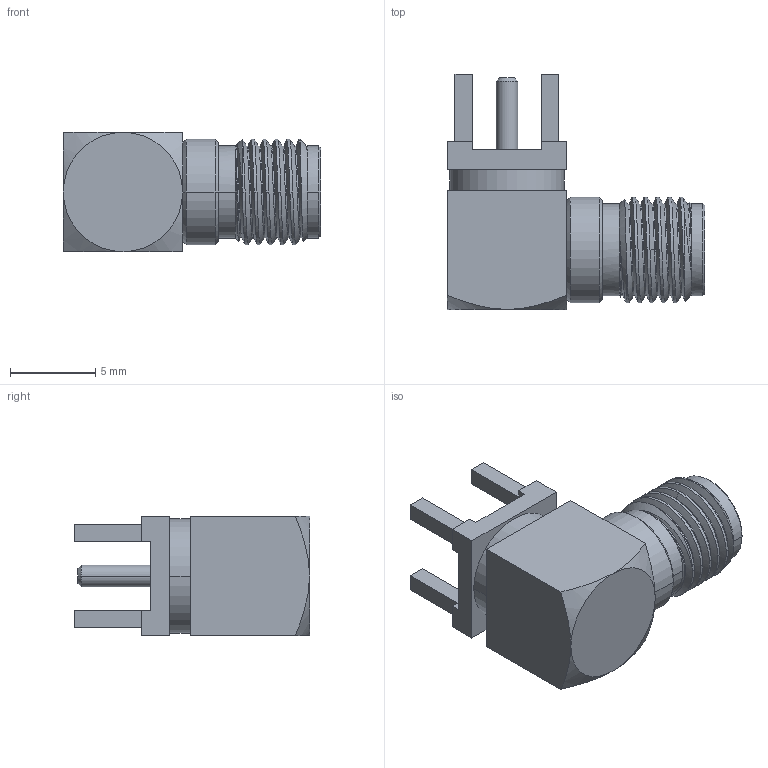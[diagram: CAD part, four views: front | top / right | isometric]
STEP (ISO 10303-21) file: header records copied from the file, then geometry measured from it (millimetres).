
FILE_DESCRIPTION((''),'2;1');
FILE_NAME('901-143-6RFX','2017-11-28T',('Madhan_2'),(''),'CREO PARAMETRIC BY PTC INC, 2017020','CREO PARAMETRIC BY PTC INC, 2017020','');
FILE_SCHEMA(('CONFIG_CONTROL_DESIGN'));
Length unit declared in the file: inch
Products named in the file (1): 901-143-6RFX
Bounding box: 15.1 x 13.8 x 7 mm (x, y, z)
Volume: 641.3 mm3; surface area: 706.5 mm2
Topology: 1 solids, 1 shells, 108 faces, 270 edges, 171 vertices
Faces by surface type: plane 50, cylinder 28, cone 24, bspline 6
Entity records: 5321 total; most frequent: CARTESIAN_POINT 2756, ORIENTED_EDGE 536, DIRECTION 498, EDGE_CURVE 268, AXIS2_PLACEMENT_3D 172, VERTEX_POINT 171, VECTOR 154, LINE 154
